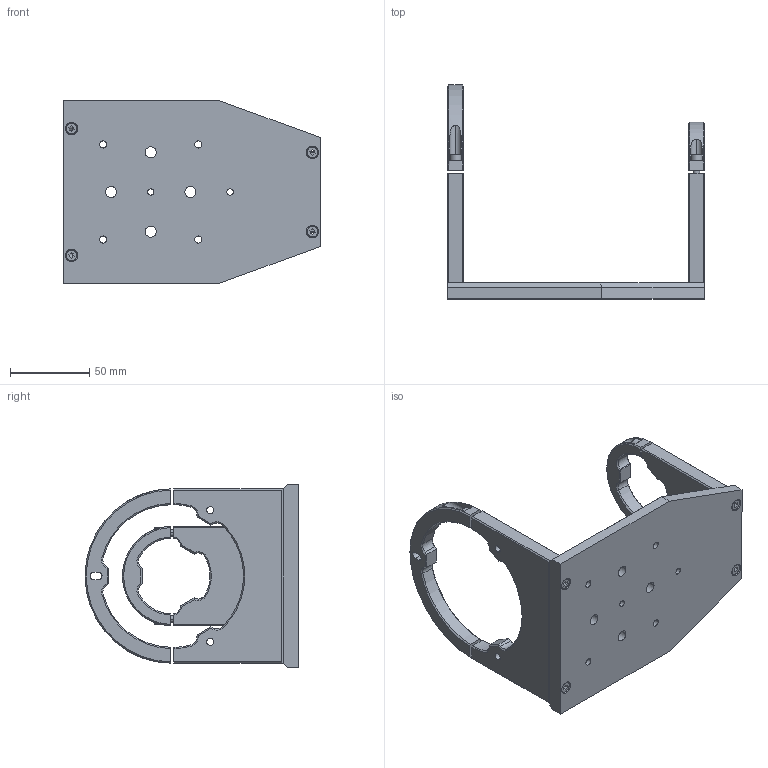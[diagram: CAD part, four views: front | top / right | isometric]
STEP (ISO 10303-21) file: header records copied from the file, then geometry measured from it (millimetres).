
FILE_DESCRIPTION (( 'STEP AP203' ), '1' );
FILE_NAME ('DP50266-A_CMHO056.step', '2021-11-12T10:39:50', ( '' ), ( '' ), 'SwSTEP 2.0', 'SolidWorks 2021', '' );
FILE_SCHEMA (( 'CONFIG_CONTROL_DESIGN' ));
Length unit declared in the file: millimetre
Products named in the file (1): DP50266-A_CMHO056
Bounding box: 162 x 135 x 116 mm (x, y, z)
Surface area: 73314.2 mm2 (no closed solid volume)
Topology: 0 solids, 15 shells, 313 faces, 856 edges, 564 vertices
Faces by surface type: plane 159, cylinder 90, cone 48, torus 16
Entity records: 10175 total; most frequent: CARTESIAN_POINT 1974, DIRECTION 1758, ORIENTED_EDGE 1550, EDGE_CURVE 856, AXIS2_PLACEMENT_3D 626, VERTEX_POINT 564, VECTOR 506, LINE 506
